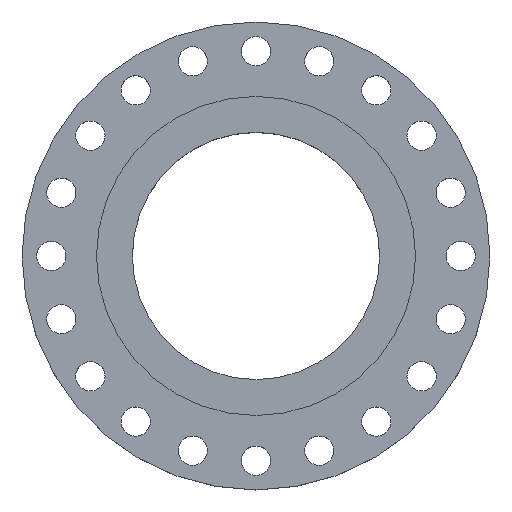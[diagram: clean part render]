
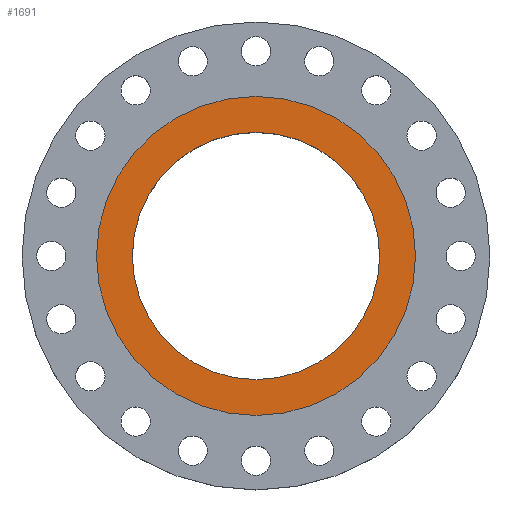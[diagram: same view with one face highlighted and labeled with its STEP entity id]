
A CAD part, top view. The second image highlights one B-rep face of the part: STEP entity #1691.
In plain terms, the highlighted planar face has unit normal (0, 0, 1).
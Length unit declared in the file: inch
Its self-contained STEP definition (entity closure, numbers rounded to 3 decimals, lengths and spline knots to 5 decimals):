
#155 = DIRECTION ( 'NONE',  ( 0., 0., 1. ) ) ;
#156 = ORIENTED_EDGE ( 'NONE', *, *, #820, .F. ) ;
#179 = CARTESIAN_POINT ( 'NONE',  ( 0., 0., 0. ) ) ;
#286 = EDGE_CURVE ( 'NONE', #1241, #1747, #1140, .T. ) ;
#369 = AXIS2_PLACEMENT_3D ( 'NONE', #956, #155, #621 ) ;
#470 = FACE_OUTER_BOUND ( 'NONE', #750, .T. ) ;
#510 = ORIENTED_EDGE ( 'NONE', *, *, #1626, .T. ) ;
#596 = PLANE ( 'NONE',  #699 ) ;
#621 = DIRECTION ( 'NONE',  ( 1., 0., 0. ) ) ;
#682 = CARTESIAN_POINT ( 'NONE',  ( 5.813, 0., 0. ) ) ;
#699 = AXIS2_PLACEMENT_3D ( 'NONE', #791, #770, #2021 ) ;
#747 = CARTESIAN_POINT ( 'NONE',  ( 0., 0., 0. ) ) ;
#750 = EDGE_LOOP ( 'NONE', ( #510, #987 ) ) ;
#762 = DIRECTION ( 'NONE',  ( 1., 0., 0. ) ) ;
#770 = DIRECTION ( 'NONE',  ( 0., 0., -1. ) ) ;
#789 = EDGE_LOOP ( 'NONE', ( #1130, #156 ) ) ;
#791 = CARTESIAN_POINT ( 'NONE',  ( 0., 5.813, 0. ) ) ;
#797 = DIRECTION ( 'NONE',  ( 1., 0., 0. ) ) ;
#820 = EDGE_CURVE ( 'NONE', #1466, #1736, #1810, .T. ) ;
#829 = DIRECTION ( 'NONE',  ( 1., 0., 0. ) ) ;
#934 = CARTESIAN_POINT ( 'NONE',  ( -7.5, 0., 0. ) ) ;
#943 = AXIS2_PLACEMENT_3D ( 'NONE', #1537, #1393, #762 ) ;
#956 = CARTESIAN_POINT ( 'NONE',  ( 0., 0., 0. ) ) ;
#987 = ORIENTED_EDGE ( 'NONE', *, *, #286, .T. ) ;
#1044 = AXIS2_PLACEMENT_3D ( 'NONE', #747, #1214, #829 ) ;
#1050 = CIRCLE ( 'NONE', #369, 5.813 ) ;
#1067 = FACE_BOUND ( 'NONE', #789, .T. ) ;
#1130 = ORIENTED_EDGE ( 'NONE', *, *, #1594, .F. ) ;
#1140 = CIRCLE ( 'NONE', #943, 7.5 ) ;
#1207 = AXIS2_PLACEMENT_3D ( 'NONE', #179, #1734, #797 ) ;
#1214 = DIRECTION ( 'NONE',  ( 0., 0., 1. ) ) ;
#1241 = VERTEX_POINT ( 'NONE', #934 ) ;
#1276 = CARTESIAN_POINT ( 'NONE',  ( 7.5, 0., 0. ) ) ;
#1393 = DIRECTION ( 'NONE',  ( 0., 0., 1. ) ) ;
#1466 = VERTEX_POINT ( 'NONE', #1996 ) ;
#1537 = CARTESIAN_POINT ( 'NONE',  ( 0., 0., 0. ) ) ;
#1594 = EDGE_CURVE ( 'NONE', #1736, #1466, #1050, .T. ) ;
#1626 = EDGE_CURVE ( 'NONE', #1747, #1241, #1885, .T. ) ;
#1691 = ADVANCED_FACE ( 'NONE', ( #1067, #470 ), #596, .F. ) ;
#1734 = DIRECTION ( 'NONE',  ( 0., 0., 1. ) ) ;
#1736 = VERTEX_POINT ( 'NONE', #682 ) ;
#1747 = VERTEX_POINT ( 'NONE', #1276 ) ;
#1810 = CIRCLE ( 'NONE', #1044, 5.813 ) ;
#1885 = CIRCLE ( 'NONE', #1207, 7.5 ) ;
#1996 = CARTESIAN_POINT ( 'NONE',  ( -5.813, 0., 0. ) ) ;
#2021 = DIRECTION ( 'NONE',  ( -1., 0., 0. ) ) ;
